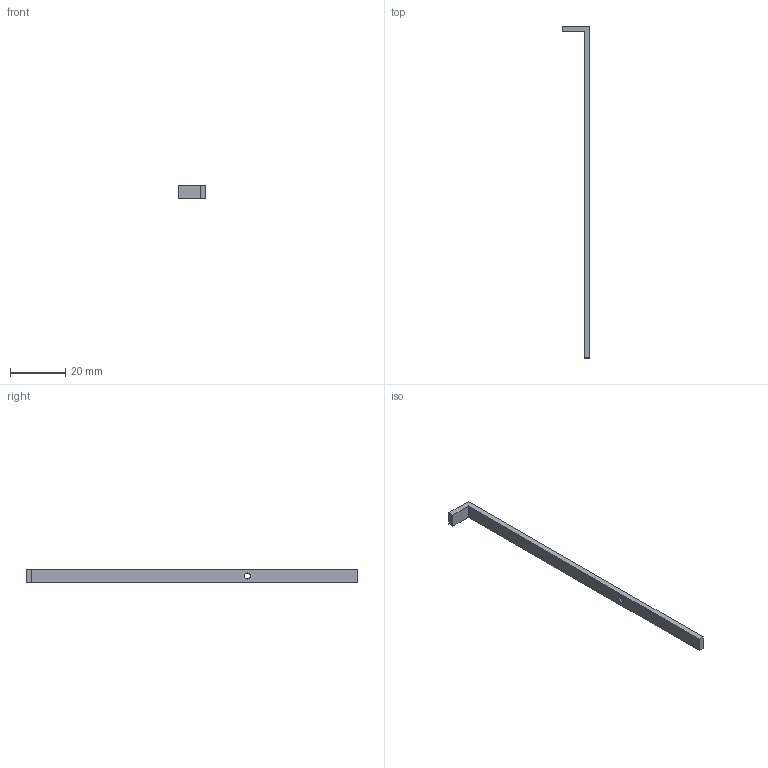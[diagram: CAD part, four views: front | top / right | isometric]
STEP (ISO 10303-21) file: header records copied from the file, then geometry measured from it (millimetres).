
FILE_DESCRIPTION (( 'STEP AP214' ), '1' );
FILE_NAME ('Damper Rod.STEP', '2020-12-15T00:04:08', ( '' ), ( '' ), 'SwSTEP 2.0', 'SolidWorks 2020', '' );
FILE_SCHEMA (( 'AUTOMOTIVE_DESIGN' ));
Length unit declared in the file: millimetre
Products named in the file (1): Damper Rod
Bounding box: 10 x 120 x 5 mm (x, y, z)
Volume: 1266.8 mm3; surface area: 1815.3 mm2
Topology: 1 solids, 1 shells, 12 faces, 28 edges, 18 vertices
Faces by surface type: plane 8, cone 2, cylinder 2
Entity records: 380 total; most frequent: DIRECTION 60, CARTESIAN_POINT 59, ORIENTED_EDGE 56, EDGE_CURVE 28, VECTOR 22, LINE 22, AXIS2_PLACEMENT_3D 19, VERTEX_POINT 18
